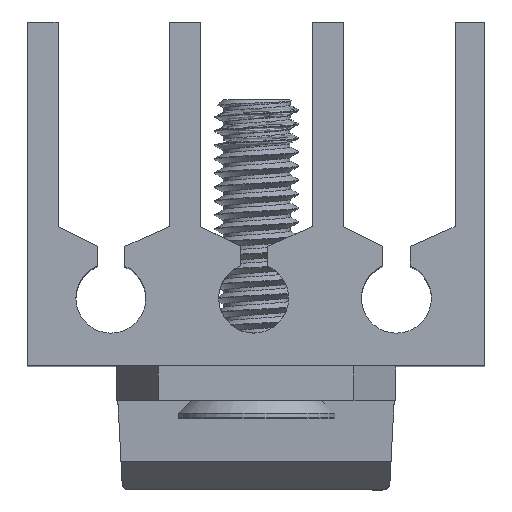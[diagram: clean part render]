
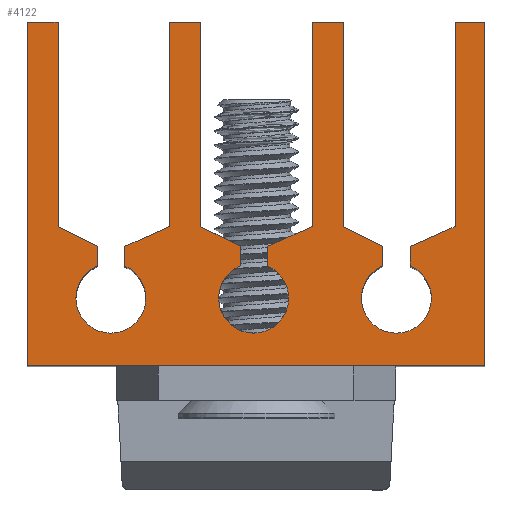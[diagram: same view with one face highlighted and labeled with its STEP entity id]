
A CAD part, top view. The second image highlights one B-rep face of the part: STEP entity #4122.
In plain terms, the highlighted planar face has unit normal (0, 0, 1).
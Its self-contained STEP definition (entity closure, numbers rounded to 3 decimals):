
#375=CIRCLE('',#4371,1.25);
#377=CIRCLE('',#4375,1.25);
#379=CIRCLE('',#4389,1.25);
#603=FACE_OUTER_BOUND('',#840,.T.);
#840=EDGE_LOOP('',(#3725,#3726,#3727,#3728,#3729,#3730,#3731,#3732,#3733,
#3734,#3735,#3736,#3737,#3738,#3739,#3740,#3741,#3742,#3743,#3744,#3745,
#3746,#3747,#3748,#3749,#3750,#3751,#3752));
#1134=LINE('',#12760,#1507);
#1139=LINE('',#12769,#1512);
#1142=LINE('',#12777,#1515);
#1146=LINE('',#12791,#1519);
#1149=LINE('',#12797,#1522);
#1152=LINE('',#12803,#1525);
#1155=LINE('',#12809,#1528);
#1158=LINE('',#12815,#1531);
#1161=LINE('',#12821,#1534);
#1164=LINE('',#12827,#1537);
#1167=LINE('',#12833,#1540);
#1170=LINE('',#12839,#1543);
#1173=LINE('',#12845,#1546);
#1176=LINE('',#12851,#1549);
#1180=LINE('',#12863,#1553);
#1183=LINE('',#12869,#1556);
#1186=LINE('',#12875,#1559);
#1189=LINE('',#12881,#1562);
#1192=LINE('',#12887,#1565);
#1196=LINE('',#12893,#1569);
#1202=LINE('',#12908,#1575);
#1205=LINE('',#12914,#1578);
#1208=LINE('',#12920,#1581);
#1211=LINE('',#12926,#1584);
#1214=LINE('',#12930,#1587);
#1507=VECTOR('',#5133,10.);
#1512=VECTOR('',#5140,10.);
#1515=VECTOR('',#5149,10.);
#1519=VECTOR('',#5161,10.);
#1522=VECTOR('',#5166,10.);
#1525=VECTOR('',#5171,10.);
#1528=VECTOR('',#5176,10.);
#1531=VECTOR('',#5181,10.);
#1534=VECTOR('',#5186,10.);
#1537=VECTOR('',#5191,10.);
#1540=VECTOR('',#5196,10.);
#1543=VECTOR('',#5201,10.);
#1546=VECTOR('',#5206,10.);
#1549=VECTOR('',#5211,10.);
#1553=VECTOR('',#5223,10.);
#1556=VECTOR('',#5228,10.);
#1559=VECTOR('',#5233,10.);
#1562=VECTOR('',#5238,10.);
#1565=VECTOR('',#5243,10.);
#1569=VECTOR('',#5249,10.);
#1575=VECTOR('',#5265,10.);
#1578=VECTOR('',#5270,10.);
#1581=VECTOR('',#5275,10.);
#1584=VECTOR('',#5280,10.);
#1587=VECTOR('',#5285,10.);
#1928=VERTEX_POINT('',#12757);
#1929=VERTEX_POINT('',#12759);
#1932=VERTEX_POINT('',#12767);
#1933=VERTEX_POINT('',#12771);
#1934=VERTEX_POINT('',#12775);
#1937=VERTEX_POINT('',#12782);
#1938=VERTEX_POINT('',#12784);
#1940=VERTEX_POINT('',#12790);
#1942=VERTEX_POINT('',#12796);
#1944=VERTEX_POINT('',#12802);
#1946=VERTEX_POINT('',#12808);
#1948=VERTEX_POINT('',#12814);
#1950=VERTEX_POINT('',#12820);
#1952=VERTEX_POINT('',#12826);
#1954=VERTEX_POINT('',#12832);
#1956=VERTEX_POINT('',#12838);
#1958=VERTEX_POINT('',#12844);
#1960=VERTEX_POINT('',#12850);
#1962=VERTEX_POINT('',#12856);
#1964=VERTEX_POINT('',#12862);
#1966=VERTEX_POINT('',#12868);
#1968=VERTEX_POINT('',#12874);
#1970=VERTEX_POINT('',#12880);
#1972=VERTEX_POINT('',#12886);
#1977=VERTEX_POINT('',#12907);
#1979=VERTEX_POINT('',#12913);
#1981=VERTEX_POINT('',#12919);
#1983=VERTEX_POINT('',#12925);
#2496=EDGE_CURVE('',#1929,#1928,#1134,.T.);
#2501=EDGE_CURVE('',#1928,#1932,#1139,.T.);
#2503=EDGE_CURVE('',#1932,#1933,#375,.T.);
#2505=EDGE_CURVE('',#1933,#1934,#1142,.T.);
#2508=EDGE_CURVE('',#1938,#1937,#377,.T.);
#2511=EDGE_CURVE('',#1940,#1938,#1146,.T.);
#2514=EDGE_CURVE('',#1942,#1940,#1149,.T.);
#2517=EDGE_CURVE('',#1944,#1942,#1152,.T.);
#2520=EDGE_CURVE('',#1946,#1944,#1155,.T.);
#2523=EDGE_CURVE('',#1948,#1946,#1158,.T.);
#2526=EDGE_CURVE('',#1950,#1948,#1161,.T.);
#2529=EDGE_CURVE('',#1952,#1950,#1164,.T.);
#2532=EDGE_CURVE('',#1954,#1952,#1167,.T.);
#2535=EDGE_CURVE('',#1956,#1954,#1170,.T.);
#2538=EDGE_CURVE('',#1958,#1956,#1173,.T.);
#2541=EDGE_CURVE('',#1960,#1958,#1176,.T.);
#2544=EDGE_CURVE('',#1962,#1960,#379,.T.);
#2547=EDGE_CURVE('',#1964,#1962,#1180,.T.);
#2550=EDGE_CURVE('',#1966,#1964,#1183,.T.);
#2553=EDGE_CURVE('',#1968,#1966,#1186,.T.);
#2556=EDGE_CURVE('',#1970,#1968,#1189,.T.);
#2559=EDGE_CURVE('',#1972,#1970,#1192,.T.);
#2563=EDGE_CURVE('',#1934,#1972,#1196,.T.);
#2570=EDGE_CURVE('',#1977,#1929,#1202,.T.);
#2573=EDGE_CURVE('',#1979,#1977,#1205,.T.);
#2576=EDGE_CURVE('',#1981,#1979,#1208,.T.);
#2579=EDGE_CURVE('',#1983,#1981,#1211,.T.);
#2582=EDGE_CURVE('',#1937,#1983,#1214,.T.);
#3725=ORIENTED_EDGE('',*,*,#2582,.T.);
#3726=ORIENTED_EDGE('',*,*,#2579,.T.);
#3727=ORIENTED_EDGE('',*,*,#2576,.T.);
#3728=ORIENTED_EDGE('',*,*,#2573,.T.);
#3729=ORIENTED_EDGE('',*,*,#2570,.T.);
#3730=ORIENTED_EDGE('',*,*,#2496,.T.);
#3731=ORIENTED_EDGE('',*,*,#2501,.T.);
#3732=ORIENTED_EDGE('',*,*,#2503,.T.);
#3733=ORIENTED_EDGE('',*,*,#2505,.T.);
#3734=ORIENTED_EDGE('',*,*,#2563,.T.);
#3735=ORIENTED_EDGE('',*,*,#2559,.T.);
#3736=ORIENTED_EDGE('',*,*,#2556,.T.);
#3737=ORIENTED_EDGE('',*,*,#2553,.T.);
#3738=ORIENTED_EDGE('',*,*,#2550,.T.);
#3739=ORIENTED_EDGE('',*,*,#2547,.T.);
#3740=ORIENTED_EDGE('',*,*,#2544,.T.);
#3741=ORIENTED_EDGE('',*,*,#2541,.T.);
#3742=ORIENTED_EDGE('',*,*,#2538,.T.);
#3743=ORIENTED_EDGE('',*,*,#2535,.T.);
#3744=ORIENTED_EDGE('',*,*,#2532,.T.);
#3745=ORIENTED_EDGE('',*,*,#2529,.T.);
#3746=ORIENTED_EDGE('',*,*,#2526,.T.);
#3747=ORIENTED_EDGE('',*,*,#2523,.T.);
#3748=ORIENTED_EDGE('',*,*,#2520,.T.);
#3749=ORIENTED_EDGE('',*,*,#2517,.T.);
#3750=ORIENTED_EDGE('',*,*,#2514,.T.);
#3751=ORIENTED_EDGE('',*,*,#2511,.T.);
#3752=ORIENTED_EDGE('',*,*,#2508,.T.);
#3898=PLANE('',#4405);
#4122=ADVANCED_FACE('',(#603),#3898,.T.);
#4371=AXIS2_PLACEMENT_3D('',#12773,#5144,#5145);
#4375=AXIS2_PLACEMENT_3D('',#12785,#5155,#5156);
#4389=AXIS2_PLACEMENT_3D('',#12857,#5217,#5218);
#4405=AXIS2_PLACEMENT_3D('',#12931,#5286,#5287);
#5133=DIRECTION('',(-0.913,-0.407,0.));
#5140=DIRECTION('',(0.,-1.,0.));
#5144=DIRECTION('center_axis',(0.,0.,-1.));
#5145=DIRECTION('ref_axis',(-0.383,0.924,0.));
#5149=DIRECTION('',(0.,1.,0.));
#5155=DIRECTION('center_axis',(0.,0.,-1.));
#5156=DIRECTION('ref_axis',(-0.383,0.924,0.));
#5161=DIRECTION('',(0.,-1.,0.));
#5166=DIRECTION('',(-0.913,-0.407,0.));
#5171=DIRECTION('',(0.,-1.,0.));
#5176=DIRECTION('',(-1.,0.,0.));
#5181=DIRECTION('',(0.,1.,0.));
#5186=DIRECTION('',(1.,0.,0.));
#5191=DIRECTION('',(0.,-1.,0.));
#5196=DIRECTION('',(-1.,0.,0.));
#5201=DIRECTION('',(0.,1.,0.));
#5206=DIRECTION('',(-0.895,0.447,0.));
#5211=DIRECTION('',(0.,1.,0.));
#5217=DIRECTION('center_axis',(0.,0.,-1.));
#5218=DIRECTION('ref_axis',(-0.383,0.924,0.));
#5223=DIRECTION('',(0.,-1.,0.));
#5228=DIRECTION('',(-0.913,-0.407,0.));
#5233=DIRECTION('',(0.,-1.,0.));
#5238=DIRECTION('',(-1.,0.,0.));
#5243=DIRECTION('',(0.,1.,0.));
#5249=DIRECTION('',(-0.895,0.447,0.));
#5265=DIRECTION('',(0.,-1.,0.));
#5270=DIRECTION('',(-1.,0.,0.));
#5275=DIRECTION('',(0.,1.,0.));
#5280=DIRECTION('',(-0.895,0.447,0.));
#5285=DIRECTION('',(0.,1.,0.));
#5286=DIRECTION('center_axis',(0.,0.,1.));
#5287=DIRECTION('ref_axis',(1.,0.,0.));
#12757=CARTESIAN_POINT('',(8.585,4.262,20.));
#12759=CARTESIAN_POINT('',(10.18,4.973,20.));
#12760=CARTESIAN_POINT('',(8.585,4.262,20.));
#12767=CARTESIAN_POINT('',(8.585,3.56,20.));
#12769=CARTESIAN_POINT('',(8.585,3.56,20.));
#12771=CARTESIAN_POINT('',(7.607,3.569,20.));
#12773=CARTESIAN_POINT('Origin',(8.086,2.414,20.));
#12775=CARTESIAN_POINT('',(7.607,4.271,20.));
#12777=CARTESIAN_POINT('',(7.607,3.569,20.));
#12782=CARTESIAN_POINT('',(12.707,3.569,20.));
#12784=CARTESIAN_POINT('',(13.685,3.56,20.));
#12785=CARTESIAN_POINT('Origin',(13.186,2.414,20.));
#12790=CARTESIAN_POINT('',(13.685,4.262,20.));
#12791=CARTESIAN_POINT('',(13.685,3.56,20.));
#12796=CARTESIAN_POINT('',(15.28,4.973,20.));
#12797=CARTESIAN_POINT('',(13.685,4.262,20.));
#12802=CARTESIAN_POINT('',(15.28,12.28,20.));
#12803=CARTESIAN_POINT('',(15.28,4.973,20.));
#12808=CARTESIAN_POINT('',(16.34,12.28,20.));
#12809=CARTESIAN_POINT('',(15.28,12.28,20.));
#12814=CARTESIAN_POINT('',(16.34,0.,20.));
#12815=CARTESIAN_POINT('',(16.34,12.28,20.));
#12820=CARTESIAN_POINT('',(0.,0.,20.));
#12821=CARTESIAN_POINT('',(16.34,0.,20.));
#12826=CARTESIAN_POINT('',(0.,12.28,20.));
#12827=CARTESIAN_POINT('',(0.,0.,20.));
#12832=CARTESIAN_POINT('',(1.1,12.28,20.));
#12833=CARTESIAN_POINT('',(0.,12.28,20.));
#12838=CARTESIAN_POINT('',(1.1,4.973,20.));
#12839=CARTESIAN_POINT('',(1.1,12.28,20.));
#12844=CARTESIAN_POINT('',(2.507,4.271,20.));
#12845=CARTESIAN_POINT('',(1.1,4.973,20.));
#12850=CARTESIAN_POINT('',(2.507,3.569,20.));
#12851=CARTESIAN_POINT('',(2.507,3.569,20.));
#12856=CARTESIAN_POINT('',(3.485,3.56,20.));
#12857=CARTESIAN_POINT('Origin',(2.986,2.414,20.));
#12862=CARTESIAN_POINT('',(3.485,4.262,20.));
#12863=CARTESIAN_POINT('',(3.485,3.56,20.));
#12868=CARTESIAN_POINT('',(5.08,4.973,20.));
#12869=CARTESIAN_POINT('',(3.485,4.262,20.));
#12874=CARTESIAN_POINT('',(5.08,12.28,20.));
#12875=CARTESIAN_POINT('',(5.08,4.973,20.));
#12880=CARTESIAN_POINT('',(6.2,12.28,20.));
#12881=CARTESIAN_POINT('',(5.08,12.28,20.));
#12886=CARTESIAN_POINT('',(6.2,4.973,20.));
#12887=CARTESIAN_POINT('',(6.2,12.28,20.));
#12893=CARTESIAN_POINT('',(6.2,4.973,20.));
#12907=CARTESIAN_POINT('',(10.18,12.28,20.));
#12908=CARTESIAN_POINT('',(10.18,4.973,20.));
#12913=CARTESIAN_POINT('',(11.3,12.28,20.));
#12914=CARTESIAN_POINT('',(10.18,12.28,20.));
#12919=CARTESIAN_POINT('',(11.3,4.973,20.));
#12920=CARTESIAN_POINT('',(11.3,12.28,20.));
#12925=CARTESIAN_POINT('',(12.707,4.271,20.));
#12926=CARTESIAN_POINT('',(11.3,4.973,20.));
#12930=CARTESIAN_POINT('',(12.707,3.569,20.));
#12931=CARTESIAN_POINT('Origin',(8.17,6.14,20.));
